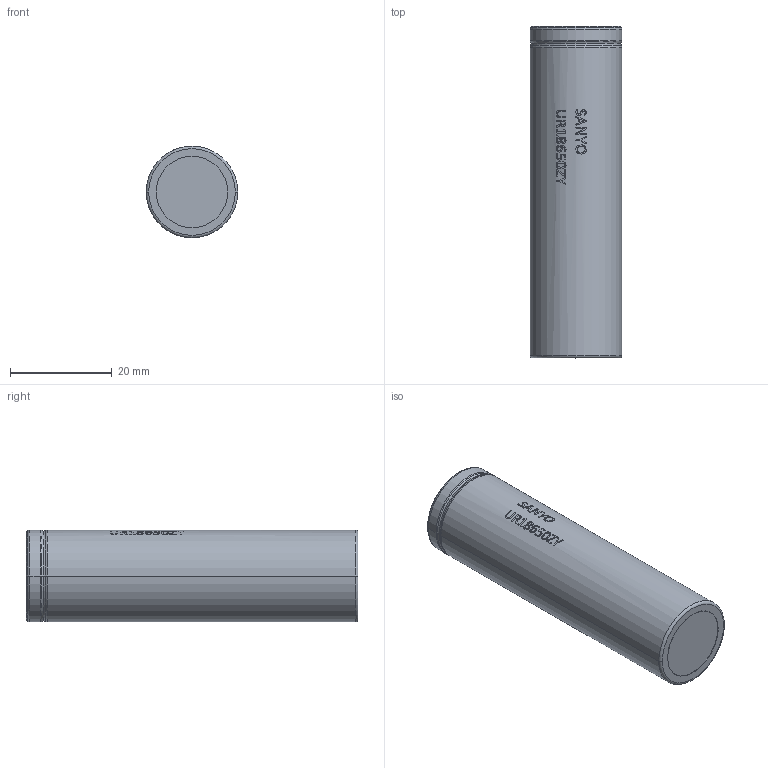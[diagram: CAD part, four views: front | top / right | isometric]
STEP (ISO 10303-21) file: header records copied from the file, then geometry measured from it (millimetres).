
FILE_DESCRIPTION (( 'STEP AP214' ), '1' );
FILE_NAME ('User Library-18650-1.STEP', '2020-08-27T10:45:45', ( '' ), ( '' ), 'SwSTEP 2.0', 'SolidWorks 2020', '' );
FILE_SCHEMA (( 'AUTOMOTIVE_DESIGN' ));
Length unit declared in the file: millimetre
Products named in the file (1): User Library-18650-1
Bounding box: 18 x 65.1 x 18 mm (x, y, z)
Volume: 16313.4 mm3; surface area: 4668.7 mm2
Topology: 1 solids, 2 shells, 319 faces, 859 edges, 546 vertices
Faces by surface type: bspline 192, cylinder 48, plane 43, torus 32, cone 4
Entity records: 28725 total; most frequent: CARTESIAN_POINT 18818, ORIENTED_EDGE 1718, EDGE_CURVE 859, DIRECTION 671, B_SPLINE_CURVE_WITH_KNOTS 606, VERTEX_POINT 546, EDGE_LOOP 343, UNCERTAINTY_MEASURE_WITH_UNIT 322
